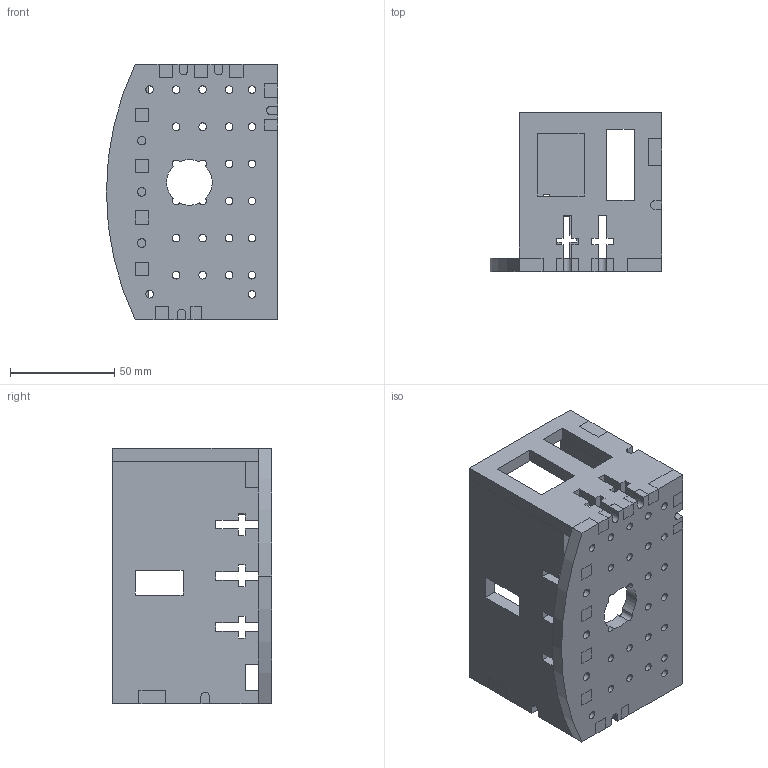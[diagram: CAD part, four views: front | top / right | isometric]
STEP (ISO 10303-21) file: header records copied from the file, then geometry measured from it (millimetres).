
FILE_DESCRIPTION (( 'STEP AP203' ), '1' );
FILE_NAME ('DemoAssemblyForBoardStackv1.STEP', '2022-02-25T22:48:22', ( '' ), ( '' ), 'SwSTEP 2.0', 'SolidWorks 2021', '' );
FILE_SCHEMA (( 'CONFIG_CONTROL_DESIGN' ));
Length unit declared in the file: inch
Products named in the file (5): DemoAssemblyForBoardStackv1; BackWallSupport; StackSideWall; StackUpperLayer; StackBackWall
Assembly tree (5 placements, depth 2):
  DemoAssemblyForBoardStackv1
    StackBackWall
    StackUpperLayer
    StackSideWall
    BackWallSupport  x2
Bounding box: 81.97 x 76.22 x 122.58 mm (x, y, z)
Volume: 143748.2 mm3; surface area: 64296.5 mm2
Topology: 5 solids, 5 shells, 351 faces, 1023 edges, 682 vertices
Faces by surface type: plane 273, cylinder 78
Entity records: 10940 total; most frequent: CARTESIAN_POINT 1834, ORIENTED_EDGE 1818, DIRECTION 1703, EDGE_CURVE 909, VECTOR 753, LINE 753, VERTEX_POINT 606, AXIS2_PLACEMENT_3D 475
